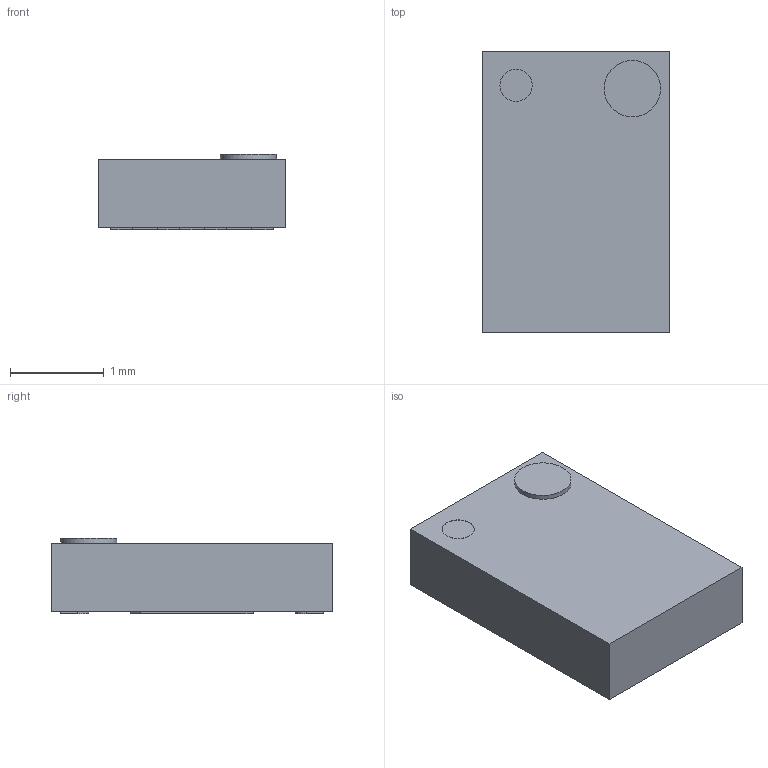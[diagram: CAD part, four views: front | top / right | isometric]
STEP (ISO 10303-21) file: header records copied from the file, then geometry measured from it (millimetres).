
FILE_DESCRIPTION(('FreeCAD Model'),'2;1');
FILE_NAME( 'PSON50P200X300X80-9.step', '2021-04-01T21:45:03',('kicad StepUp'),('ksu MCAD'), 'Open CASCADE STEP processor 7.2','FreeCAD','Unknown');
FILE_SCHEMA(('AUTOMOTIVE_DESIGN { 1 0 10303 214 1 1 1 1 }'));
Length unit declared in the file: millimetre
Products named in the file (1): PSON50P200X300X80-9
Bounding box: 2 x 3 x 0.8 mm (x, y, z)
Volume: 4.4 mm3; surface area: 19.7 mm2
Topology: 1 solids, 1 shells, 56 faces, 129 edges, 86 vertices
Faces by surface type: plane 46, cylinder 10
Full cylindrical faces by diameter (mm): 0.343 x1, 0.6 x1
Entity records: 1977 total; most frequent: CARTESIAN_POINT 273, DIRECTION 262, ORIENTED_EDGE 258, EDGE_CURVE 129, LINE 108, VECTOR 108, VERTEX_POINT 86, AXIS2_PLACEMENT_3D 77
